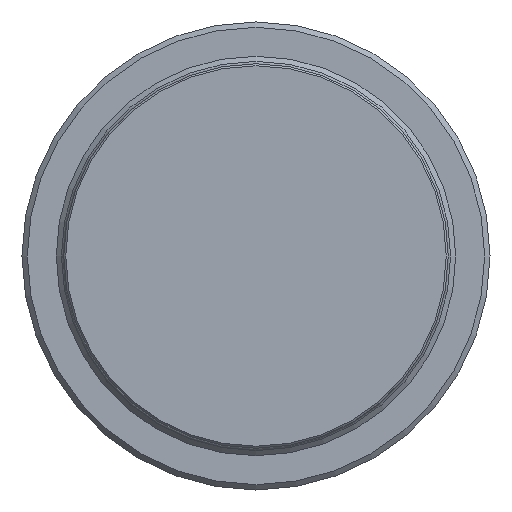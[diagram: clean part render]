
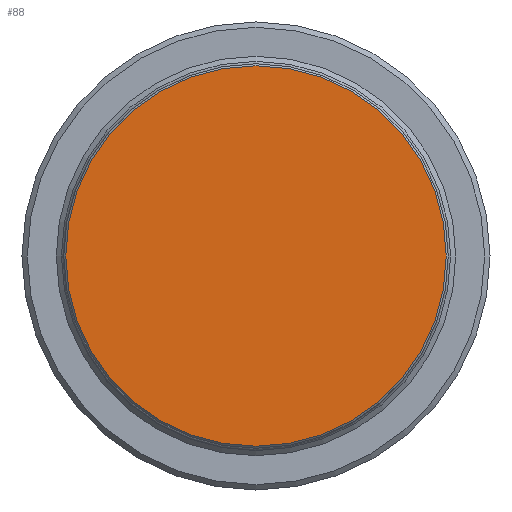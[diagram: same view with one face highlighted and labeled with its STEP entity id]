
A CAD part, front view. The second image highlights one B-rep face of the part: STEP entity #88.
In plain terms, the highlighted planar face has unit normal (0, -1, 0).
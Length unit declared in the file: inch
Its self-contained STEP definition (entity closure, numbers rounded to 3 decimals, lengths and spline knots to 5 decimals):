
#88=ADVANCED_FACE('',(#111),#108,.T.);
#108=PLANE('',#249);
#111=FACE_OUTER_BOUND('',#113,.T.);
#113=EDGE_LOOP('',(#151));
#151=ORIENTED_EDGE('',*,*,#208,.T.);
#189=VERTEX_POINT('',#370);
#208=EDGE_CURVE('',#189,#189,#227,.T.);
#227=CIRCLE('',#248,0.71125);
#248=AXIS2_PLACEMENT_3D('',#369,#291,#292);
#249=AXIS2_PLACEMENT_3D('',#371,#293,#294);
#291=DIRECTION('',(0.,-1.,0.));
#292=DIRECTION('',(-0.866,0.,0.5));
#293=DIRECTION('',(0.,-1.,0.));
#294=DIRECTION('',(0.,0.,-1.));
#369=CARTESIAN_POINT('',(0.,0.,0.));
#370=CARTESIAN_POINT('',(-0.61596,0.,0.35563));
#371=CARTESIAN_POINT('',(0.,0.,0.));
